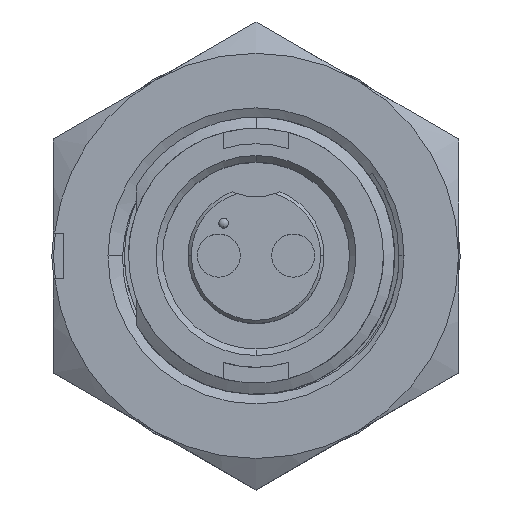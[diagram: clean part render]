
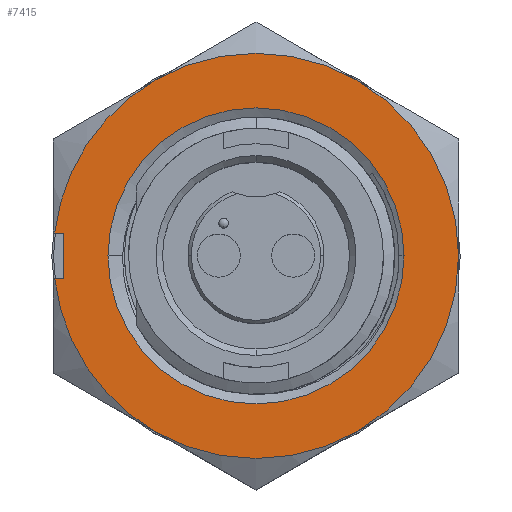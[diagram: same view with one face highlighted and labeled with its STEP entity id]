
A CAD part, top view. The second image highlights one B-rep face of the part: STEP entity #7415.
In plain terms, the highlighted planar face has unit normal (0, 0, 1).
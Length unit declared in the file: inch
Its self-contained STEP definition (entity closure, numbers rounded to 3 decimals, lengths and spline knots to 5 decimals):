
#1358 = EDGE_LOOP ( 'NONE', ( #1726, #1768, #1765, #1770, #1773, #1835, #1719, #1717, #1778 ) ) ;
#1608 = EDGE_LOOP ( 'NONE', ( #1760, #1763 ) ) ;
#1717 = ORIENTED_EDGE ( 'NONE', *, *, #3347, .F. ) ;
#1719 = ORIENTED_EDGE ( 'NONE', *, *, #3504, .F. ) ;
#1726 = ORIENTED_EDGE ( 'NONE', *, *, #3491, .T. ) ;
#1760 = ORIENTED_EDGE ( 'NONE', *, *, #3429, .F. ) ;
#1763 = ORIENTED_EDGE ( 'NONE', *, *, #3710, .F. ) ;
#1765 = ORIENTED_EDGE ( 'NONE', *, *, #3526, .F. ) ;
#1768 = ORIENTED_EDGE ( 'NONE', *, *, #3366, .T. ) ;
#1770 = ORIENTED_EDGE ( 'NONE', *, *, #3425, .F. ) ;
#1773 = ORIENTED_EDGE ( 'NONE', *, *, #3541, .F. ) ;
#1778 = ORIENTED_EDGE ( 'NONE', *, *, #3493, .T. ) ;
#1835 = ORIENTED_EDGE ( 'NONE', *, *, #3513, .F. ) ;
#3347 = EDGE_CURVE ( 'NONE', #9021, #9126, #7464, .T. ) ;
#3366 = EDGE_CURVE ( 'NONE', #9519, #9548, #6180, .T. ) ;
#3425 = EDGE_CURVE ( 'NONE', #9528, #9549, #7571, .T. ) ;
#3429 = EDGE_CURVE ( 'NONE', #9523, #9524, #7478, .T. ) ;
#3491 = EDGE_CURVE ( 'NONE', #9580, #9519, #11568, .T. ) ;
#3493 = EDGE_CURVE ( 'NONE', #9021, #9580, #11526, .T. ) ;
#3504 = EDGE_CURVE ( 'NONE', #9126, #8967, #7402, .T. ) ;
#3513 = EDGE_CURVE ( 'NONE', #8967, #8972, #7479, .T. ) ;
#3526 = EDGE_CURVE ( 'NONE', #9549, #9548, #7512, .T. ) ;
#3541 = EDGE_CURVE ( 'NONE', #8972, #9528, #7516, .T. ) ;
#3710 = EDGE_CURVE ( 'NONE', #9524, #9523, #7521, .T. ) ;
#3773 = DIRECTION ( 'NONE',  ( 0., 0., -1. ) ) ;
#3784 = DIRECTION ( 'NONE',  ( -1., 0., 0. ) ) ;
#3814 = CARTESIAN_POINT ( 'NONE',  ( 0., 0., 0.263 ) ) ;
#3850 = CARTESIAN_POINT ( 'NONE',  ( 0., 0., 0.263 ) ) ;
#3922 = DIRECTION ( 'NONE',  ( 0., 0., -1. ) ) ;
#4077 = CARTESIAN_POINT ( 'NONE',  ( 0., 0., 0.263 ) ) ;
#4089 = DIRECTION ( 'NONE',  ( -1., 0., 0. ) ) ;
#4224 = DIRECTION ( 'NONE',  ( -1., 0., 0. ) ) ;
#4339 = DIRECTION ( 'NONE',  ( -1., 0., 0. ) ) ;
#4371 = DIRECTION ( 'NONE',  ( 0., 0., -1. ) ) ;
#4500 = CARTESIAN_POINT ( 'NONE',  ( 0., 0., 0.263 ) ) ;
#4515 = DIRECTION ( 'NONE',  ( 0., 0., -1. ) ) ;
#4813 = CARTESIAN_POINT ( 'NONE',  ( -0.155, 0.26847, 0.263 ) ) ;
#4925 = CARTESIAN_POINT ( 'NONE',  ( -0.295, -0.035, 0.263 ) ) ;
#4928 = CARTESIAN_POINT ( 'NONE',  ( -0.2265, 0., 0.263 ) ) ;
#4929 = CARTESIAN_POINT ( 'NONE',  ( 0.2265, 0., 0.263 ) ) ;
#4932 = CARTESIAN_POINT ( 'NONE',  ( 0.155, -0.26847, 0.263 ) ) ;
#4946 = CARTESIAN_POINT ( 'NONE',  ( -0.30802, -0.035, 0.263 ) ) ;
#4947 = CARTESIAN_POINT ( 'NONE',  ( -0.155, -0.26847, 0.263 ) ) ;
#4966 = CARTESIAN_POINT ( 'NONE',  ( -0.295, 0.035, 0.263 ) ) ;
#5073 = DIRECTION ( 'NONE',  ( 0., 0., 1. ) ) ;
#5079 = CARTESIAN_POINT ( 'NONE',  ( 0., 0., 0.263 ) ) ;
#5081 = DIRECTION ( 'NONE',  ( 1., 0., 0. ) ) ;
#5471 = AXIS2_PLACEMENT_3D ( 'NONE', #6551, #6624, #6632 ) ;
#5564 = AXIS2_PLACEMENT_3D ( 'NONE', #11589, #10792, #10855 ) ;
#5577 = AXIS2_PLACEMENT_3D ( 'NONE', #6522, #6087, #6076 ) ;
#5702 = VECTOR ( 'NONE', #6219, 39.37008 ) ;
#5767 = VECTOR ( 'NONE', #11490, 39.37008 ) ;
#6076 = DIRECTION ( 'NONE',  ( -1., 0., 0. ) ) ;
#6087 = DIRECTION ( 'NONE',  ( 0., 0., -1. ) ) ;
#6180 = LINE ( 'NONE', #6213, #5702 ) ;
#6213 = CARTESIAN_POINT ( 'NONE',  ( -0.35188, -0.035, 0.263 ) ) ;
#6219 = DIRECTION ( 'NONE',  ( -1., 0., 0. ) ) ;
#6225 = VECTOR ( 'NONE', #11591, 39.37008 ) ;
#6254 = AXIS2_PLACEMENT_3D ( 'NONE', #3850, #3922, #4339 ) ;
#6283 = AXIS2_PLACEMENT_3D ( 'NONE', #3814, #3773, #4089 ) ;
#6307 = AXIS2_PLACEMENT_3D ( 'NONE', #4077, #4371, #3784 ) ;
#6339 = AXIS2_PLACEMENT_3D ( 'NONE', #4500, #4515, #4224 ) ;
#6522 = CARTESIAN_POINT ( 'NONE',  ( 0., 0., 0.263 ) ) ;
#6551 = CARTESIAN_POINT ( 'NONE',  ( 0., 0., 0.263 ) ) ;
#6624 = DIRECTION ( 'NONE',  ( 0., 0., -1. ) ) ;
#6632 = DIRECTION ( 'NONE',  ( -1., 0., 0. ) ) ;
#6720 = AXIS2_PLACEMENT_3D ( 'NONE', #5079, #5073, #5081 ) ;
#7012 = AXIS2_PLACEMENT_3D ( 'NONE', #7304, #7290, #7311 ) ;
#7014 = FACE_OUTER_BOUND ( 'NONE', #1358, .T. ) ;
#7020 = FACE_BOUND ( 'NONE', #1608, .T. ) ;
#7290 = DIRECTION ( 'NONE',  ( 0., 0., -1. ) ) ;
#7297 = PLANE ( 'NONE',  #7012 ) ;
#7304 = CARTESIAN_POINT ( 'NONE',  ( 0.62, 0., 0.263 ) ) ;
#7311 = DIRECTION ( 'NONE',  ( -1., 0., 0. ) ) ;
#7402 = CIRCLE ( 'NONE', #6254, 0.31 ) ;
#7415 = ADVANCED_FACE ( 'NONE', ( #7020, #7014 ), #7297, .F. ) ;
#7464 = CIRCLE ( 'NONE', #5471, 0.31 ) ;
#7478 = CIRCLE ( 'NONE', #5564, 0.2265 ) ;
#7479 = CIRCLE ( 'NONE', #6307, 0.31 ) ;
#7512 = CIRCLE ( 'NONE', #6283, 0.31 ) ;
#7516 = CIRCLE ( 'NONE', #6339, 0.31 ) ;
#7521 = CIRCLE ( 'NONE', #6720, 0.2265 ) ;
#7571 = CIRCLE ( 'NONE', #5577, 0.31 ) ;
#8967 = VERTEX_POINT ( 'NONE', #10715 ) ;
#8972 = VERTEX_POINT ( 'NONE', #10718 ) ;
#9021 = VERTEX_POINT ( 'NONE', #10736 ) ;
#9126 = VERTEX_POINT ( 'NONE', #4813 ) ;
#9519 = VERTEX_POINT ( 'NONE', #4925 ) ;
#9523 = VERTEX_POINT ( 'NONE', #4928 ) ;
#9524 = VERTEX_POINT ( 'NONE', #4929 ) ;
#9528 = VERTEX_POINT ( 'NONE', #4932 ) ;
#9548 = VERTEX_POINT ( 'NONE', #4946 ) ;
#9549 = VERTEX_POINT ( 'NONE', #4947 ) ;
#9580 = VERTEX_POINT ( 'NONE', #4966 ) ;
#10715 = CARTESIAN_POINT ( 'NONE',  ( 0.155, 0.26847, 0.263 ) ) ;
#10718 = CARTESIAN_POINT ( 'NONE',  ( 0.31, 0., 0.263 ) ) ;
#10736 = CARTESIAN_POINT ( 'NONE',  ( -0.30802, 0.035, 0.263 ) ) ;
#10792 = DIRECTION ( 'NONE',  ( 0., 0., 1. ) ) ;
#10855 = DIRECTION ( 'NONE',  ( 1., 0., 0. ) ) ;
#11485 = CARTESIAN_POINT ( 'NONE',  ( -0.35188, 0.035, 0.263 ) ) ;
#11490 = DIRECTION ( 'NONE',  ( 1., 0., 0. ) ) ;
#11526 = LINE ( 'NONE', #11485, #5767 ) ;
#11568 = LINE ( 'NONE', #11680, #6225 ) ;
#11589 = CARTESIAN_POINT ( 'NONE',  ( 0., 0., 0.263 ) ) ;
#11591 = DIRECTION ( 'NONE',  ( 0., -1., 0. ) ) ;
#11680 = CARTESIAN_POINT ( 'NONE',  ( -0.295, -0.035, 0.263 ) ) ;
